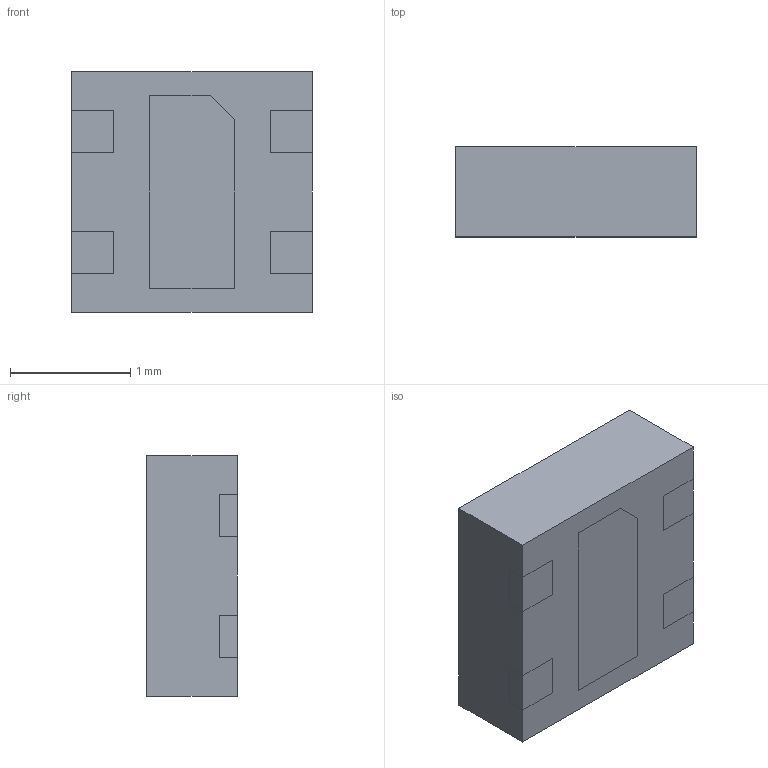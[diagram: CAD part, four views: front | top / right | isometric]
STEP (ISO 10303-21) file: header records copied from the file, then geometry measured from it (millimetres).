
FILE_DESCRIPTION (( 'STEP AP214' ), '1' );
FILE_NAME ('SHTC3.STEP', '2018-07-04T01:03:38', ( '' ), ( '' ), 'SwSTEP 2.0', 'SolidWorks 2017', '' );
FILE_SCHEMA (( 'AUTOMOTIVE_DESIGN' ));
Length unit declared in the file: millimetre
Products named in the file (1): SHTC3
Bounding box: 2 x 0.75 x 2 mm (x, y, z)
Volume: 2.8 mm3; surface area: 20.8 mm2
Topology: 7 solids, 7 shells, 71 faces, 160 edges, 106 vertices
Faces by surface type: plane 63, cylinder 6, torus 2
Entity records: 2042 total; most frequent: CARTESIAN_POINT 338, DIRECTION 320, ORIENTED_EDGE 320, EDGE_CURVE 160, VECTOR 144, LINE 144, VERTEX_POINT 106, AXIS2_PLACEMENT_3D 88
